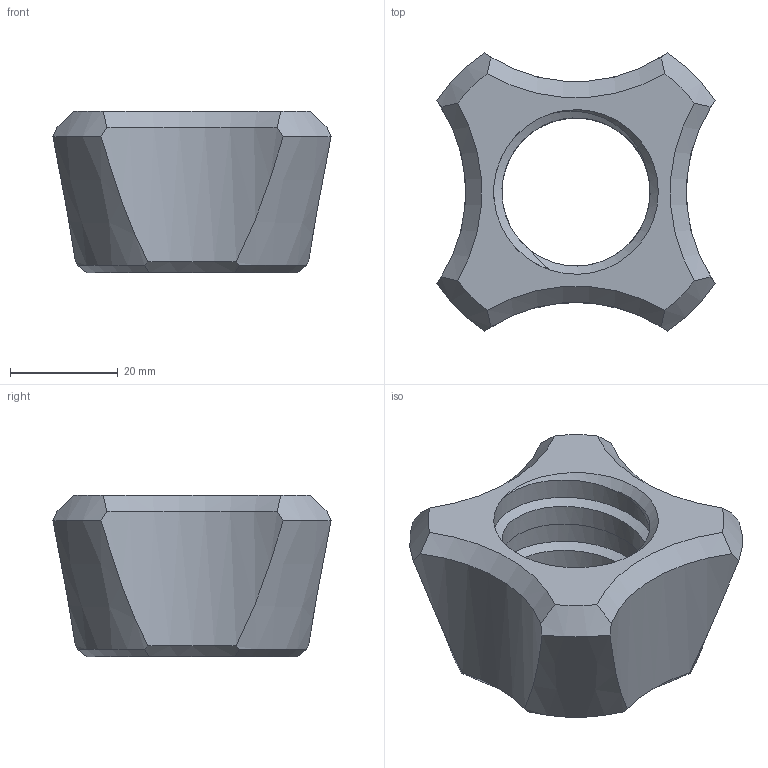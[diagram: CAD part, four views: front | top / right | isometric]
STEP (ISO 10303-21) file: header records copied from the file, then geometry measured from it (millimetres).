
FILE_DESCRIPTION(/* description */ ('STEP AP214'),/* implementation_level */ '2;1');
FILE_NAME(/* name */ '605272edeee5821888baea82',/* time_stamp */ '2021-03-17T21:21:50+00:00',/* author */ (''),/* organization */ (''),/* preprocessor_version */ 'ST-DEVELOPER v18.1',/* originating_system */ ' ',/* authorisation */ ' ');
FILE_SCHEMA (('AUTOMOTIVE_DESIGN {1 0 10303 214 3 1 1}'));
Length unit declared in the file: metre
Products named in the file (1): knob
Bounding box: 51.71 x 51.71 x 30 mm (x, y, z)
Volume: 33942.3 mm3; surface area: 10036.4 mm2
Topology: 1 solids, 1 shells, 32 faces, 86 edges, 56 vertices
Faces by surface type: cone 22, cylinder 6, bspline 2, plane 2
Entity records: 2006 total; most frequent: CARTESIAN_POINT 1239, ORIENTED_EDGE 172, DIRECTION 138, EDGE_CURVE 86, AXIS2_PLACEMENT_3D 69, VERTEX_POINT 56, B_SPLINE_CURVE_WITH_KNOTS 44, CIRCLE 38
